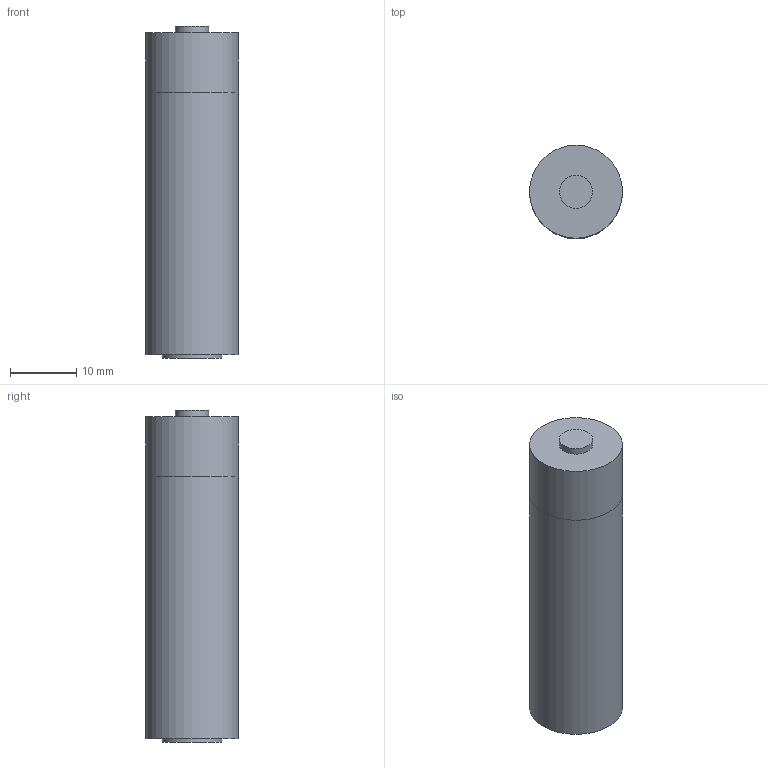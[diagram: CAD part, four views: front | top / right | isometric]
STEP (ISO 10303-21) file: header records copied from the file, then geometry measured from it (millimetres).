
FILE_DESCRIPTION(('FreeCAD Model'),'2;1');
FILE_NAME( 'AA_Zelle.step', '2020-04-07T14:36:22',('Author'),(''), 'Open CASCADE STEP processor 6.8','FreeCAD','Unknown');
FILE_SCHEMA(('AUTOMOTIVE_DESIGN_CC2 { 1 2 10303 214 -1 1 5 4 }'));
Length unit declared in the file: millimetre
Products named in the file (1): AA_Zelle
Bounding box: 14 x 14 x 50 mm (x, y, z)
Volume: 7517.4 mm3; surface area: 2470.9 mm2
Topology: 1 solids, 1 shells, 8 faces, 11 edges, 7 vertices
Faces by surface type: plane 4, cylinder 4
Full cylindrical faces by diameter (mm): 5 x1, 9 x1, 14 x2
Entity records: 386 total; most frequent: DIRECTION 58, CARTESIAN_POINT 49, ORIENTED_EDGE 22, PCURVE 22, DEFINITIONAL_REPRESENTATION 22, LINE 20, VECTOR 20, AXIS2_PLACEMENT_3D 16
